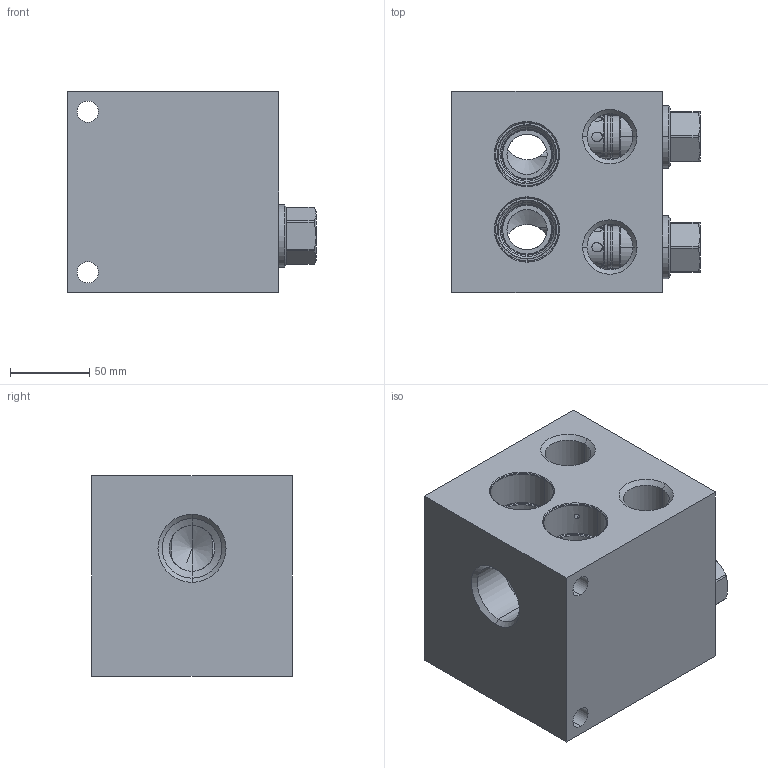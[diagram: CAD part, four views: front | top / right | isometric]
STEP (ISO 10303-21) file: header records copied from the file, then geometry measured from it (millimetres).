
FILE_DESCRIPTION((''),'2;1');
FILE_NAME('HME_ASM','2022-05-31T',('ProEService'),(''),'PRO/ENGINEER BY PARAMETRIC TECHNOLOGY CORPORATION, 2014200','PRO/ENGINEER BY PARAMETRIC TECHNOLOGY CORPORATION, 2014200','');
FILE_SCHEMA(('CONFIG_CONTROL_DESIGN'));
Length unit declared in the file: inch
Products named in the file (3): 151-179-001; CXGDXCN; HME_ASM
Assembly tree (3 placements, depth 2):
  HME_ASM
    151-179-001
    CXGDXCN  x2
Bounding box: 157.18 x 127 x 127 mm (x, y, z)
Volume: 1757463.2 mm3; surface area: 196010.1 mm2
Topology: 5 solids, 5 shells, 476 faces, 1405 edges, 1096 vertices
Faces by surface type: cylinder 224, cone 110, plane 78, torus 52, revolution 12
Entity records: 13117 total; most frequent: CARTESIAN_POINT 4339, DIRECTION 1896, ORIENTED_EDGE 1424, EDGE_CURVE 712, AXIS2_PLACEMENT_3D 675, VECTOR 540, LINE 540, VERTEX_POINT 430
